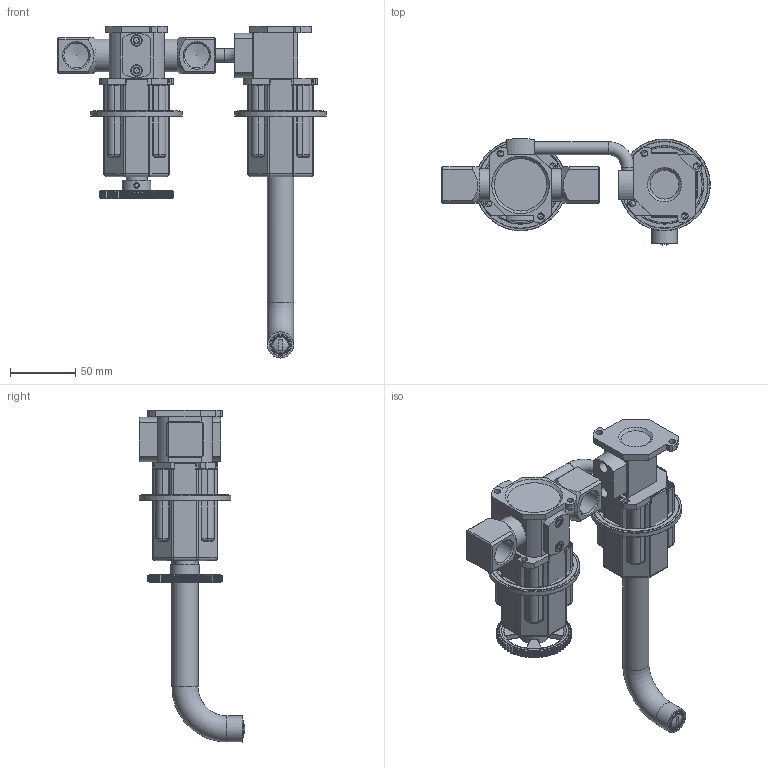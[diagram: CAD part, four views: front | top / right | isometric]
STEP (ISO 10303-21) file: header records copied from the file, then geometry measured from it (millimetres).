
FILE_DESCRIPTION(/* description */ ('Unknown'),/* implementation_level */ '2;1');
FILE_NAME(/* name */ 'CW005-18-00',/* time_stamp */ '2019-10-21T15:23:54+02:00',/* author */ ('Unknown'),/* organization */ ('Unknown'),/* preprocessor_version */ 'ST-DEVELOPER v16.7',/* originating_system */ 'DEX',/* authorisation */ $);
FILE_SCHEMA (('AUTOMOTIVE_DESIGN {1 0 10303 214 3 1 1}'));
Products named in the file (44): CW005-18-00; CB005-14; CB095-001; CB095-01; grano bocca; CB006-08; CW031-01; CW003-02; CW003-08; CW003-001; Mix-Progressiv29; CW031-05; CW031-03; CW004-01; CB031-04; CB031-05 R1; B077-52; CW031-02; CW003-06; CW003-07; CB029-13; CW003-10; BR005-16; CB003-002; CB003-002-1; CB003-002-2; CB003-002-3; CB003-002-4; CW031-04; CB006-09; CB005-15; CB006-04; CB005-001; CB006-01 rel1; CB006-07 rel1; CB006-001; CB006-02; BR005-12; BR005-02; BR005-15 ...
Assembly tree (58 placements, depth 4):
  CW005-18-00
    CB005-14
    CB095-001
      CB095-01
      grano bocca
    CB006-08
    CW031-01
    CW003-02
    CW003-08
    CW003-001
      Mix-Progressiv29
    CW031-05
    CW031-03
    CW004-01
    CB031-04
    CB031-05 R1  x2
    B077-52  x2
    CW031-02
    CW003-06
    CW003-07
    CB029-13
    CW003-10
    BR005-16
    CB003-002
      CB003-002-1
      CB003-002-2
      CB003-002-3
      CB003-002-4
    CW031-04  x2
    CB006-09
    CB005-15
    CB006-04
    CB005-001
      CB006-01 rel1
      CB006-07 rel1
      CB006-001
        CB006-02
        BR005-12  x2
      BR005-02
      BR005-15  x2
      BR005-14  x6
      BR005-19  x6
      BR005-03
      BR005-02_mir1
Bounding box: 205.15 x 80.63 x 253.5 mm (x, y, z)
Volume: 298472.5 mm3; surface area: 241551.6 mm2
Topology: 51 solids, 53 shells, 3544 faces, 8573 edges, 5138 vertices
Faces by surface type: cylinder 1206, bspline 830, plane 793, torus 487, cone 172, sphere 56
Full cylindrical faces by diameter (mm): 3.242 x1, 3.3 x1, 3.35 x1, 4 x5, 4.134 x8, 4.2 x3, 4.8 x2, 5 x24, 5.2 x6, 5.8 x1, 6.3 x1, 6.5 x2, 6.95 x1, 7 x8, 7.3 x1, 7.5 x2, 8 x4, 8.4 x6, 8.7 x6, 8.85 x1, 9 x1, 10 x3, 10.1 x2, 10.9 x6, 11 x2, 11.027 x2, 11.3 x1, 11.5 x1, 12 x5, 12.159 x1
Entity records: 122963 total; most frequent: CARTESIAN_POINT 33683, ORIENTED_EDGE 15246, DIRECTION 14596, EDGE_CURVE 7623, AXIS2_PLACEMENT_3D 6112, VERTEX_POINT 4747, FACE_BOUND 3962, EDGE_LOOP 3931
